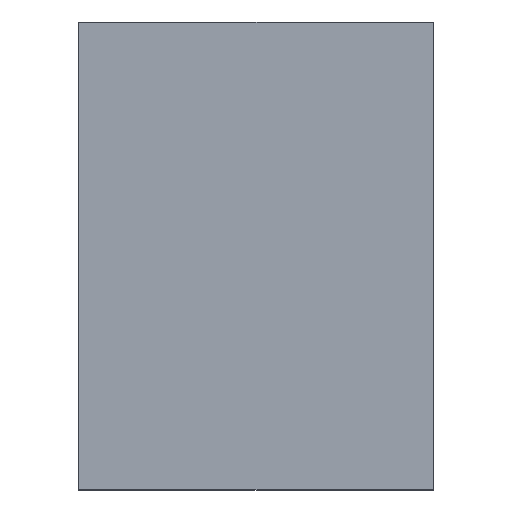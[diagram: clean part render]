
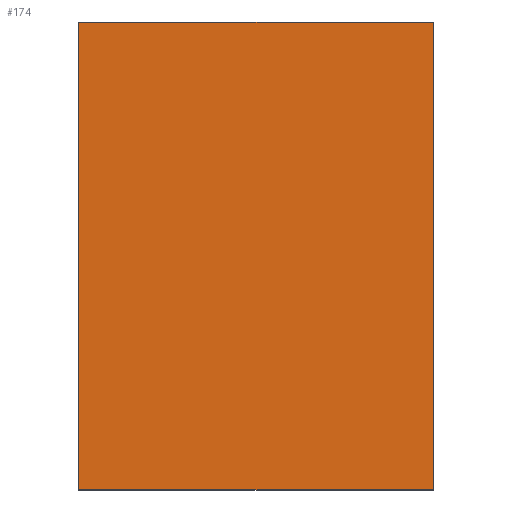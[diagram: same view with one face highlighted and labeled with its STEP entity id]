
A CAD part, left-side view. The second image highlights one B-rep face of the part: STEP entity #174.
In plain terms, the highlighted planar face has unit normal (-1, 0, 0).
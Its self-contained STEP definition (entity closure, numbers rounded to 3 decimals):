
#29 = VERTEX_POINT ( 'NONE', #534 ) ;
#30 = VERTEX_POINT ( 'NONE', #535 ) ;
#130 = EDGE_CURVE ( 'NONE', #30, #29, #636, .T. ) ;
#137 = EDGE_CURVE ( 'NONE', #281, #280, #880, .T. ) ;
#138 = EDGE_CURVE ( 'NONE', #29, #280, #883, .T. ) ;
#139 = EDGE_CURVE ( 'NONE', #30, #281, #886, .T. ) ;
#174 = ADVANCED_FACE ( 'NONE', ( #793 ), #992, .F. ) ;
#280 = VERTEX_POINT ( 'NONE', #1057 ) ;
#281 = VERTEX_POINT ( 'NONE', #1058 ) ;
#302 = EDGE_LOOP ( 'NONE', ( #407, #409, #408, #410 ) ) ;
#407 = ORIENTED_EDGE ( 'NONE', *, *, #138, .T. ) ;
#408 = ORIENTED_EDGE ( 'NONE', *, *, #139, .F. ) ;
#409 = ORIENTED_EDGE ( 'NONE', *, *, #137, .F. ) ;
#410 = ORIENTED_EDGE ( 'NONE', *, *, #130, .T. ) ;
#534 = CARTESIAN_POINT ( 'NONE',  ( -160., 0., -66. ) ) ;
#535 = CARTESIAN_POINT ( 'NONE',  ( -160., 50., -66. ) ) ;
#636 = LINE ( 'NONE', #637, #728 ) ;
#637 = CARTESIAN_POINT ( 'NONE',  ( -160., 50., -66. ) ) ;
#728 = VECTOR ( 'NONE', #861, 1000. ) ;
#733 = VECTOR ( 'NONE', #882, 1000. ) ;
#734 = VECTOR ( 'NONE', #885, 1000. ) ;
#735 = VECTOR ( 'NONE', #888, 1000. ) ;
#791 = AXIS2_PLACEMENT_3D ( 'NONE', #993, #994, #995 ) ;
#793 = FACE_OUTER_BOUND ( 'NONE', #302, .T. ) ;
#861 = DIRECTION ( 'NONE',  ( 0., -1., 0. ) ) ;
#880 = LINE ( 'NONE', #881, #733 ) ;
#881 = CARTESIAN_POINT ( 'NONE',  ( -160., 50., 0. ) ) ;
#882 = DIRECTION ( 'NONE',  ( 0., -1., 0. ) ) ;
#883 = LINE ( 'NONE', #884, #734 ) ;
#884 = CARTESIAN_POINT ( 'NONE',  ( -160., 0., 0. ) ) ;
#885 = DIRECTION ( 'NONE',  ( 0., 0., 1. ) ) ;
#886 = LINE ( 'NONE', #887, #735 ) ;
#887 = CARTESIAN_POINT ( 'NONE',  ( -160., 50., 0. ) ) ;
#888 = DIRECTION ( 'NONE',  ( 0., 0., 1. ) ) ;
#992 = PLANE ( 'NONE',  #791 ) ;
#993 = CARTESIAN_POINT ( 'NONE',  ( -160., 50., 0. ) ) ;
#994 = DIRECTION ( 'NONE',  ( 1., 0., 0. ) ) ;
#995 = DIRECTION ( 'NONE',  ( 0., 0., -1. ) ) ;
#1057 = CARTESIAN_POINT ( 'NONE',  ( -160., 0., 0. ) ) ;
#1058 = CARTESIAN_POINT ( 'NONE',  ( -160., 50., 0. ) ) ;
